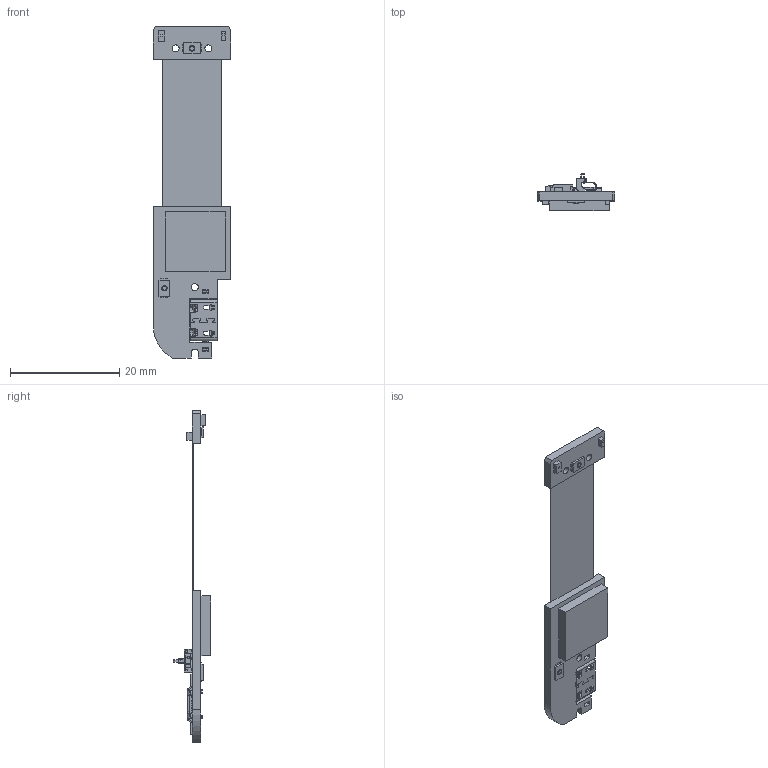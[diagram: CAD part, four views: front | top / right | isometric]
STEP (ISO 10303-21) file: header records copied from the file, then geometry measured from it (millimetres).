
FILE_DESCRIPTION (( 'STEP AP203' ), '1' );
FILE_NAME ('0180-004-DM-0082.STEP', '2017-08-04T08:15:28', ( '' ), ( '' ), 'SwSTEP 2.0', 'SolidWorks 2016', '' );
FILE_SCHEMA (( 'CONFIG_CONTROL_DESIGN' ));
Length unit declared in the file: millimetre
Products named in the file (6): 0180-004-DM-0085; 0180-004-DM-0067; 0180-004-DM-0062_Defaut; 0180-004-DM-0073; 0180-004-DM-0082; 0180-004-DM-0016_2D版
Assembly tree (6 placements, depth 2):
  0180-004-DM-0082
    0180-004-DM-0016_2D版
    0180-004-DM-0062_Defaut
    0180-004-DM-0073  x2
    0180-004-DM-0067
    0180-004-DM-0085
Bounding box: 14.2 x 6.9 x 60.9 mm (x, y, z)
Volume: 967 mm3; surface area: 2152.6 mm2
Topology: 6 solids, 6 shells, 965 faces, 2821 edges, 1883 vertices
Faces by surface type: plane 688, cylinder 251, cone 18, bspline 4, torus 4
Entity records: 32527 total; most frequent: CARTESIAN_POINT 8052, ORIENTED_EDGE 5494, DIRECTION 4122, EDGE_CURVE 2747, VECTOR 1972, LINE 1972, VERTEX_POINT 1837, AXIS2_PLACEMENT_3D 1075
